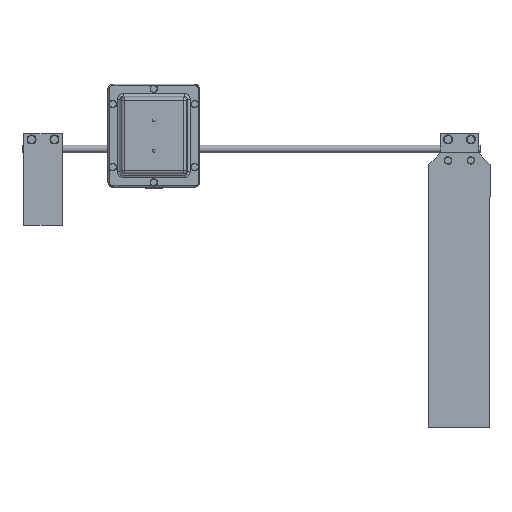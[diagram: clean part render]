
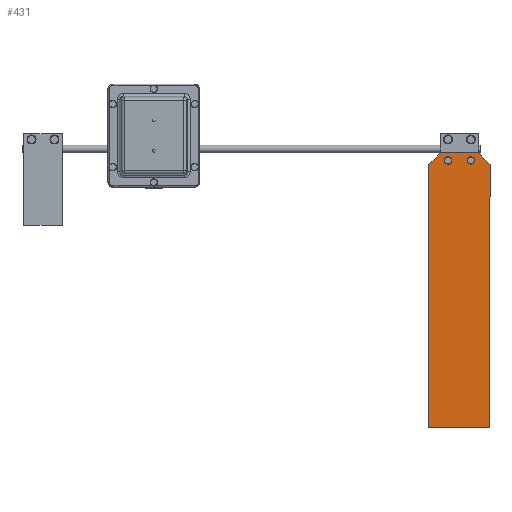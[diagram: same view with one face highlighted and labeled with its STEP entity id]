
A CAD part, top view. The second image highlights one B-rep face of the part: STEP entity #431.
In plain terms, the highlighted face is planar.
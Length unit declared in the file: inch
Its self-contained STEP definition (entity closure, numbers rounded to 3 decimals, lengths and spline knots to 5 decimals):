
#264=CARTESIAN_POINT('',(-8.6405,-0.75,-0.0325));
#265=VERTEX_POINT('',#264);
#266=CARTESIAN_POINT('',(-8.5,-0.75,-0.0325));
#267=DIRECTION('',(0.0,0.0,1.0));
#268=DIRECTION('',(1.0,0.0,0.0));
#269=AXIS2_PLACEMENT_3D('',#266,#267,#268);
#270=CIRCLE('',#269,0.1405);
#271=EDGE_CURVE('',#265,#265,#270,.T.);
#292=CARTESIAN_POINT('',(-8.6405,0.75,-0.0325));
#293=VERTEX_POINT('',#292);
#294=CARTESIAN_POINT('',(-8.5,0.75,-0.0325));
#295=DIRECTION('',(0.0,0.0,1.0));
#296=DIRECTION('',(1.0,0.0,0.0));
#297=AXIS2_PLACEMENT_3D('',#294,#295,#296);
#298=CIRCLE('',#297,0.1405);
#299=EDGE_CURVE('',#293,#293,#298,.T.);
#330=CARTESIAN_POINT('',(-8.25,2.,-0.0325));
#331=VERTEX_POINT('',#330);
#338=CARTESIAN_POINT('',(-9.0,1.25,-0.0325));
#339=VERTEX_POINT('',#338);
#340=CARTESIAN_POINT('',(-8.25,2.,-0.0325));
#341=DIRECTION('',(-0.707,-0.707,0.0));
#342=VECTOR('',#341,1.06066);
#343=LINE('',#340,#342);
#344=EDGE_CURVE('',#331,#339,#343,.T.);
#361=CARTESIAN_POINT('',(-9.0,-1.25,-0.0325));
#362=VERTEX_POINT('',#361);
#363=CARTESIAN_POINT('',(-9.0,1.25,-0.0325));
#364=DIRECTION('',(0.0,-1.0,0.0));
#365=VECTOR('',#364,2.5);
#366=LINE('',#363,#365);
#367=EDGE_CURVE('',#339,#362,#366,.T.);
#386=CARTESIAN_POINT('',(0.,0.,-0.0325));
#387=DIRECTION('',(0.0,0.0,1.0));
#388=DIRECTION('',(1.0,0.0,0.0));
#389=AXIS2_PLACEMENT_3D('',#386,#387,#388);
#390=PLANE('',#389);
#391=ORIENTED_EDGE('',*,*,#344,.F.);
#392=CARTESIAN_POINT('',(9.0,2.,-0.0325));
#393=VERTEX_POINT('',#392);
#394=CARTESIAN_POINT('',(9.0,2.,-0.0325));
#395=DIRECTION('',(-1.0,0.0,0.0));
#396=VECTOR('',#395,17.25);
#397=LINE('',#394,#396);
#398=EDGE_CURVE('',#393,#331,#397,.T.);
#399=ORIENTED_EDGE('',*,*,#398,.F.);
#400=CARTESIAN_POINT('',(9.0,-2.,-0.0325));
#401=VERTEX_POINT('',#400);
#402=CARTESIAN_POINT('',(9.0,-2.0,-0.0325));
#403=DIRECTION('',(0.0,1.0,0.0));
#404=VECTOR('',#403,4.0);
#405=LINE('',#402,#404);
#406=EDGE_CURVE('',#401,#393,#405,.T.);
#407=ORIENTED_EDGE('',*,*,#406,.F.);
#408=CARTESIAN_POINT('',(-8.25,-2.,-0.0325));
#409=VERTEX_POINT('',#408);
#410=CARTESIAN_POINT('',(-8.25,-2.,-0.0325));
#411=DIRECTION('',(1.0,0.0,0.0));
#412=VECTOR('',#411,17.25);
#413=LINE('',#410,#412);
#414=EDGE_CURVE('',#409,#401,#413,.T.);
#415=ORIENTED_EDGE('',*,*,#414,.F.);
#416=CARTESIAN_POINT('',(-9.0,-1.25,-0.0325));
#417=DIRECTION('',(0.707,-0.707,0.0));
#418=VECTOR('',#417,1.06066);
#419=LINE('',#416,#418);
#420=EDGE_CURVE('',#362,#409,#419,.T.);
#421=ORIENTED_EDGE('',*,*,#420,.F.);
#422=ORIENTED_EDGE('',*,*,#367,.F.);
#423=EDGE_LOOP('',(#391,#399,#407,#415,#421,#422));
#424=FACE_OUTER_BOUND('',#423,.T.);
#425=ORIENTED_EDGE('',*,*,#271,.T.);
#426=EDGE_LOOP('',(#425));
#427=FACE_BOUND('',#426,.T.);
#428=ORIENTED_EDGE('',*,*,#299,.T.);
#429=EDGE_LOOP('',(#428));
#430=FACE_BOUND('',#429,.T.);
#431=ADVANCED_FACE('',(#424,#427,#430),#390,.F.);
